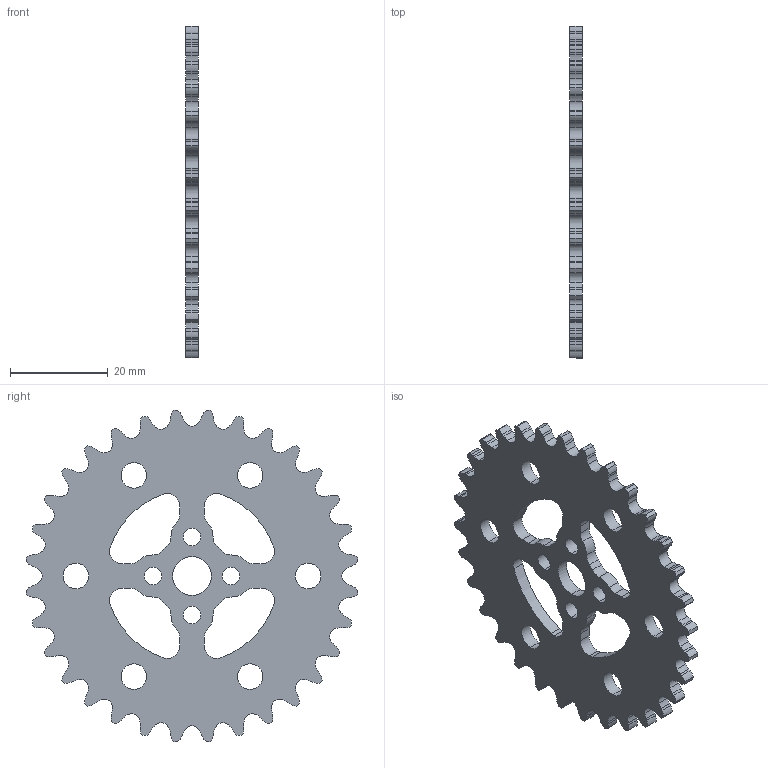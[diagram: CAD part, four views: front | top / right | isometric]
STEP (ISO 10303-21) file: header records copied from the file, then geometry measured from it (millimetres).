
FILE_DESCRIPTION (( 'STEP AP214' ), '1' );
FILE_NAME ('am-3284 32t Ninja Star Sprocket.STEP', '2015-10-07T14:18:19', ( '' ), ( '' ), 'SwSTEP 2.0', 'SolidWorks 2014', '' );
FILE_SCHEMA (( 'AUTOMOTIVE_DESIGN' ));
Length unit declared in the file: inch
Products named in the file (1): am-3284 32t Ninja Star Sprocket
Bounding box: 2.49 x 68.03 x 68.03 mm (x, y, z)
Volume: 6257.6 mm3; surface area: 6705.2 mm2
Topology: 1 solids, 1 shells, 349 faces, 1041 edges, 694 vertices
Faces by surface type: cylinder 275, plane 74
Entity records: 12125 total; most frequent: DIRECTION 2291, CARTESIAN_POINT 2085, ORIENTED_EDGE 2082, EDGE_CURVE 1041, AXIS2_PLACEMENT_3D 900, VERTEX_POINT 694, CIRCLE 550, VECTOR 491
